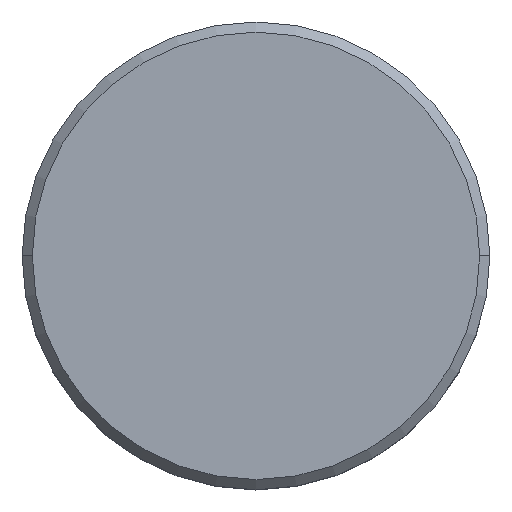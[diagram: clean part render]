
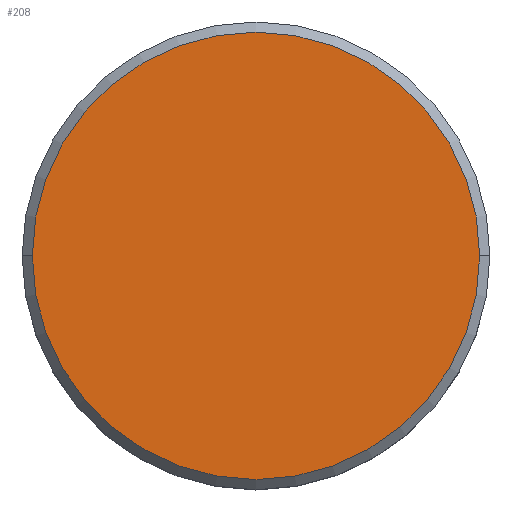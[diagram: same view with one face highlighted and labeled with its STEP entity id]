
A CAD part, top view. The second image highlights one B-rep face of the part: STEP entity #208.
In plain terms, the highlighted planar face has unit normal (0, 0, 1).
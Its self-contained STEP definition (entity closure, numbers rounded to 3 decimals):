
#1 = DIRECTION ( 'NONE',  ( 1., 0., 0. ) ) ;
#30 = CARTESIAN_POINT ( 'NONE',  ( 0., 0., 0. ) ) ;
#62 = AXIS2_PLACEMENT_3D ( 'NONE', #217, #111, #127 ) ;
#77 = DIRECTION ( 'NONE',  ( 1., 0., 0. ) ) ;
#81 = EDGE_LOOP ( 'NONE', ( #422, #274 ) ) ;
#91 = CARTESIAN_POINT ( 'NONE',  ( 11., 0., 0. ) ) ;
#111 = DIRECTION ( 'NONE',  ( 0., 0., 1. ) ) ;
#127 = DIRECTION ( 'NONE',  ( 1., 0., 0. ) ) ;
#144 = CARTESIAN_POINT ( 'NONE',  ( -11., 0., 0. ) ) ;
#181 = CIRCLE ( 'NONE', #62, 11. ) ;
#208 = ADVANCED_FACE ( 'NONE', ( #232 ), #508, .T. ) ;
#217 = CARTESIAN_POINT ( 'NONE',  ( 0., 0., 0. ) ) ;
#224 = VERTEX_POINT ( 'NONE', #91 ) ;
#232 = FACE_OUTER_BOUND ( 'NONE', #81, .T. ) ;
#262 = DIRECTION ( 'NONE',  ( 0., 0., 1. ) ) ;
#274 = ORIENTED_EDGE ( 'NONE', *, *, #581, .T. ) ;
#355 = AXIS2_PLACEMENT_3D ( 'NONE', #360, #405, #1 ) ;
#360 = CARTESIAN_POINT ( 'NONE',  ( 0., 0., 0. ) ) ;
#405 = DIRECTION ( 'NONE',  ( 0., 0., 1. ) ) ;
#422 = ORIENTED_EDGE ( 'NONE', *, *, #509, .T. ) ;
#469 = VERTEX_POINT ( 'NONE', #144 ) ;
#508 = PLANE ( 'NONE',  #355 ) ;
#509 = EDGE_CURVE ( 'NONE', #469, #224, #510, .T. ) ;
#510 = CIRCLE ( 'NONE', #587, 11. ) ;
#581 = EDGE_CURVE ( 'NONE', #224, #469, #181, .T. ) ;
#587 = AXIS2_PLACEMENT_3D ( 'NONE', #30, #262, #77 ) ;
